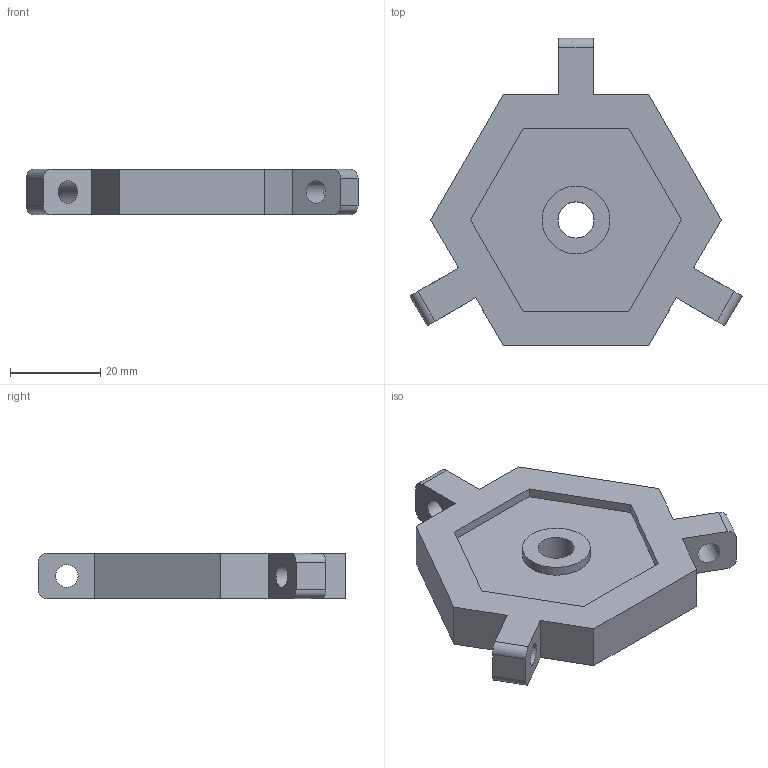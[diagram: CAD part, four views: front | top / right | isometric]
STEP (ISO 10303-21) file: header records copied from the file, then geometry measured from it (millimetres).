
FILE_DESCRIPTION(/* description */ (''),/* implementation_level */ '2;1');
FILE_NAME(/* name */ 'Hexagono de presion original v1.step',/* time_stamp */ '2023-06-26T18:09:44-05:00',/* author */ (''),/* organization */ (''),/* preprocessor_version */ 'ST-DEVELOPER v19.2',/* originating_system */ 'Autodesk Translation Framework v12.6.0.85',/* authorisation */ '');
FILE_SCHEMA (('AUTOMOTIVE_DESIGN { 1 0 10303 214 3 1 1 }'));
Length unit declared in the file: millimetre
Products named in the file (1): Hexagono de presion original
Bounding box: 73.43 x 68 x 10 mm (x, y, z)
Volume: 23415.2 mm3; surface area: 9717.3 mm2
Topology: 1 solids, 1 shells, 48 faces, 126 edges, 84 vertices
Faces by surface type: plane 36, cylinder 12
Full cylindrical faces by diameter (mm): 5 x3, 8 x1, 15 x2
Entity records: 1523 total; most frequent: CARTESIAN_POINT 259, ORIENTED_EDGE 252, DIRECTION 248, EDGE_CURVE 126, LINE 102, VECTOR 102, VERTEX_POINT 84, AXIS2_PLACEMENT_3D 73
